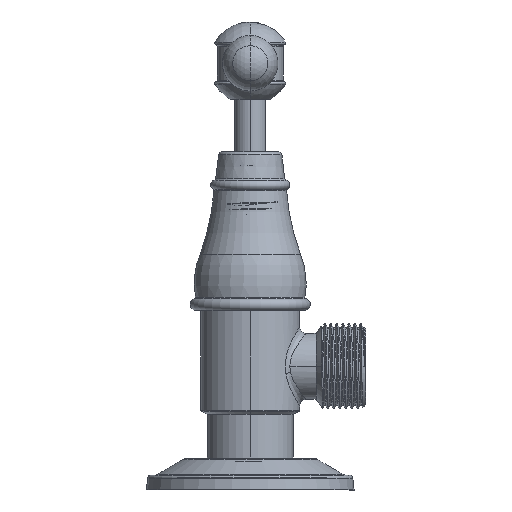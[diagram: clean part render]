
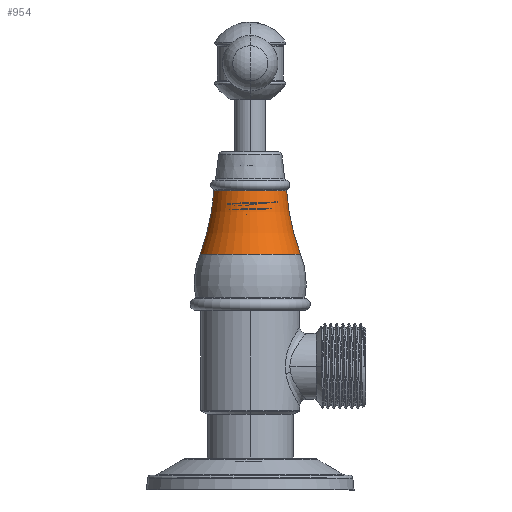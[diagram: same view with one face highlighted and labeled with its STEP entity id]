
A CAD part, left-side view. The second image highlights one B-rep face of the part: STEP entity #954.
In plain terms, the highlighted toroidal (fillet/blend) face has major radius 80.84 mm and minor radius 70 mm.
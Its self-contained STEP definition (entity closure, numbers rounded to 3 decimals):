
#954 = ADVANCED_FACE ( 'NONE', ( #43892 ), #1176, .F. ) ;
#1176 = TOROIDAL_SURFACE ( 'NONE', #17998, 80.84, 70. ) ;
#2028 = CARTESIAN_POINT ( 'NONE',  ( 0., 41.319, 80.84 ) ) ;
#2383 = VERTEX_POINT ( 'NONE', #21440 ) ;
#2727 = DIRECTION ( 'NONE',  ( 0., 0., 1. ) ) ;
#5103 = AXIS2_PLACEMENT_3D ( 'NONE', #13522, #17286, #2727 ) ;
#5723 = EDGE_LOOP ( 'NONE', ( #16597, #15335, #29169, #30633 ) ) ;
#9778 = DIRECTION ( 'NONE',  ( 0., 0., -1. ) ) ;
#10031 = DIRECTION ( 'NONE',  ( 0., -1., 0. ) ) ;
#10305 = CARTESIAN_POINT ( 'NONE',  ( 0., 17., -15.2 ) ) ;
#12464 = EDGE_CURVE ( 'NONE', #15534, #14476, #39635, .T. ) ;
#13522 = CARTESIAN_POINT ( 'NONE',  ( 0., 41.319, -80.84 ) ) ;
#14476 = VERTEX_POINT ( 'NONE', #16927 ) ;
#15335 = ORIENTED_EDGE ( 'NONE', *, *, #28848, .T. ) ;
#15534 = VERTEX_POINT ( 'NONE', #32057 ) ;
#16495 = CIRCLE ( 'NONE', #48565, 15.2 ) ;
#16597 = ORIENTED_EDGE ( 'NONE', *, *, #20274, .F. ) ;
#16927 = CARTESIAN_POINT ( 'NONE',  ( 0., 36.245, -11.024 ) ) ;
#17286 = DIRECTION ( 'NONE',  ( -1., 0., 0. ) ) ;
#17998 = AXIS2_PLACEMENT_3D ( 'NONE', #33367, #43636, #39894 ) ;
#20274 = EDGE_CURVE ( 'NONE', #2383, #26483, #16495, .T. ) ;
#21300 = DIRECTION ( 'NONE',  ( 0., 0., -1. ) ) ;
#21440 = CARTESIAN_POINT ( 'NONE',  ( 0., 17., 15.2 ) ) ;
#21541 = CARTESIAN_POINT ( 'NONE',  ( 0., 17., 0. ) ) ;
#26483 = VERTEX_POINT ( 'NONE', #10305 ) ;
#28848 = EDGE_CURVE ( 'NONE', #2383, #15534, #35982, .T. ) ;
#29169 = ORIENTED_EDGE ( 'NONE', *, *, #12464, .T. ) ;
#30457 = CARTESIAN_POINT ( 'NONE',  ( 0., 36.245, 0. ) ) ;
#30633 = ORIENTED_EDGE ( 'NONE', *, *, #37578, .F. ) ;
#30819 = AXIS2_PLACEMENT_3D ( 'NONE', #30457, #47861, #49533 ) ;
#32057 = CARTESIAN_POINT ( 'NONE',  ( 0., 36.245, 11.024 ) ) ;
#33367 = CARTESIAN_POINT ( 'NONE',  ( 0., 41.319, 0. ) ) ;
#35534 = CIRCLE ( 'NONE', #5103, 70. ) ;
#35982 = CIRCLE ( 'NONE', #49611, 70. ) ;
#37578 = EDGE_CURVE ( 'NONE', #26483, #14476, #35534, .T. ) ;
#39635 = CIRCLE ( 'NONE', #30819, 11.024 ) ;
#39894 = DIRECTION ( 'NONE',  ( 0., 0., -1. ) ) ;
#43636 = DIRECTION ( 'NONE',  ( 0., -1., 0. ) ) ;
#43892 = FACE_OUTER_BOUND ( 'NONE', #5723, .T. ) ;
#44131 = DIRECTION ( 'NONE',  ( 1., 0., 0. ) ) ;
#47861 = DIRECTION ( 'NONE',  ( 0., -1., 0. ) ) ;
#48565 = AXIS2_PLACEMENT_3D ( 'NONE', #21541, #10031, #21300 ) ;
#49533 = DIRECTION ( 'NONE',  ( 0., 0., 1. ) ) ;
#49611 = AXIS2_PLACEMENT_3D ( 'NONE', #2028, #44131, #9778 ) ;
